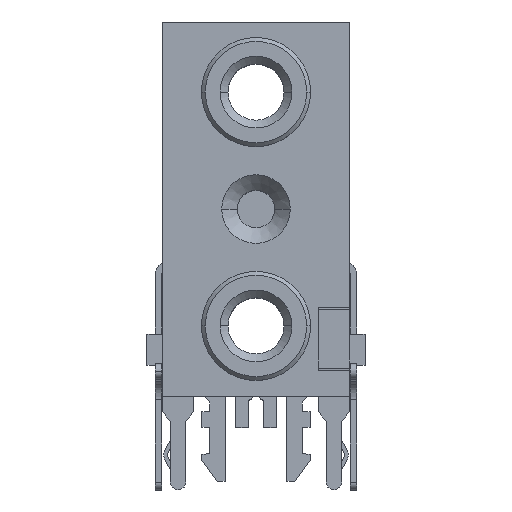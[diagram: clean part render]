
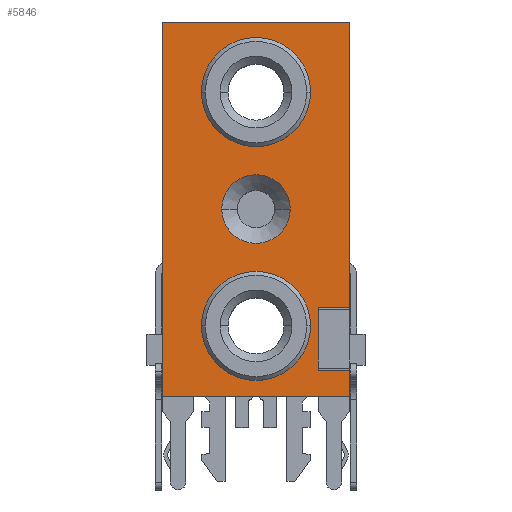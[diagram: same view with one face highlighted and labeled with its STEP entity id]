
A CAD part, top view. The second image highlights one B-rep face of the part: STEP entity #5846.
In plain terms, the highlighted planar face has unit normal (0, 0, 1).
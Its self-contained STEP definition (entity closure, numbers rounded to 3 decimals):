
#32 = EDGE_CURVE ( 'NONE', #3179, #3176, #7281, .T. ) ;
#80 = EDGE_CURVE ( 'NONE', #8772, #4665, #7370, .T. ) ;
#103 = AXIS2_PLACEMENT_3D ( 'NONE', #3887, #3878, #3958 ) ;
#111 = AXIS2_PLACEMENT_3D ( 'NONE', #617, #494, #493 ) ;
#135 = AXIS2_PLACEMENT_3D ( 'NONE', #2050, #2070, #2089 ) ;
#136 = AXIS2_PLACEMENT_3D ( 'NONE', #2059, #2134, #2111 ) ;
#137 = AXIS2_PLACEMENT_3D ( 'NONE', #2077, #2082, #2137 ) ;
#493 = DIRECTION ( 'NONE',  ( 1., 0., 0. ) ) ;
#494 = DIRECTION ( 'NONE',  ( 0., 0., 1. ) ) ;
#605 = CARTESIAN_POINT ( 'NONE',  ( 3.5, 21.5, 0. ) ) ;
#617 = CARTESIAN_POINT ( 'NONE',  ( 0., 6.5, 0. ) ) ;
#663 = CARTESIAN_POINT ( 'NONE',  ( 6., 3.67, 0. ) ) ;
#811 = FACE_BOUND ( 'NONE', #3671, .T. ) ;
#812 = FACE_OUTER_BOUND ( 'NONE', #3656, .T. ) ;
#813 = FACE_BOUND ( 'NONE', #3664, .T. ) ;
#815 = FACE_BOUND ( 'NONE', #3735, .T. ) ;
#900 = VERTEX_POINT ( 'NONE', #605 ) ;
#919 = VERTEX_POINT ( 'NONE', #663 ) ;
#1574 = EDGE_CURVE ( 'NONE', #3168, #919, #7501, .T. ) ;
#1575 = EDGE_CURVE ( 'NONE', #3130, #919, #7503, .T. ) ;
#1576 = EDGE_CURVE ( 'NONE', #3127, #3130, #7505, .T. ) ;
#1577 = EDGE_CURVE ( 'NONE', #3211, #3127, #7507, .T. ) ;
#1578 = EDGE_CURVE ( 'NONE', #3211, #3122, #7509, .T. ) ;
#1579 = EDGE_CURVE ( 'NONE', #3122, #3124, #7513, .T. ) ;
#1580 = EDGE_CURVE ( 'NONE', #3124, #3167, #7515, .T. ) ;
#1581 = EDGE_CURVE ( 'NONE', #3176, #3179, #7517, .T. ) ;
#1582 = EDGE_CURVE ( 'NONE', #4665, #8772, #7519, .T. ) ;
#1583 = EDGE_CURVE ( 'NONE', #8794, #900, #7520, .T. ) ;
#1628 = CARTESIAN_POINT ( 'NONE',  ( -6., 26., 0. ) ) ;
#1629 = CARTESIAN_POINT ( 'NONE',  ( 6., 26., 0. ) ) ;
#1731 = CARTESIAN_POINT ( 'NONE',  ( 3.999, 7.701, 0. ) ) ;
#1802 = CARTESIAN_POINT ( 'NONE',  ( 6., 7.701, 0. ) ) ;
#1816 = CARTESIAN_POINT ( 'NONE',  ( -6., 2., 0. ) ) ;
#1817 = CARTESIAN_POINT ( 'NONE',  ( 6., 2., 0. ) ) ;
#1853 = CARTESIAN_POINT ( 'NONE',  ( -2.2, 14., 0. ) ) ;
#1874 = CARTESIAN_POINT ( 'NONE',  ( 3.999, 3.67, 0. ) ) ;
#1936 = CARTESIAN_POINT ( 'NONE',  ( 2.2, 14., 0. ) ) ;
#2036 = DIRECTION ( 'NONE',  ( -1., 0., 0. ) ) ;
#2038 = CARTESIAN_POINT ( 'NONE',  ( 3.999, 3.67, 0. ) ) ;
#2047 = CARTESIAN_POINT ( 'NONE',  ( 6., 26., 0. ) ) ;
#2050 = CARTESIAN_POINT ( 'NONE',  ( 0., 14., 0. ) ) ;
#2051 = CARTESIAN_POINT ( 'NONE',  ( 3.999, 7.701, 0. ) ) ;
#2059 = CARTESIAN_POINT ( 'NONE',  ( 0., 6.5, 0. ) ) ;
#2062 = DIRECTION ( 'NONE',  ( 0., 1., 0. ) ) ;
#2063 = DIRECTION ( 'NONE',  ( 0., -1., 0. ) ) ;
#2064 = CARTESIAN_POINT ( 'NONE',  ( -6., 26., 0. ) ) ;
#2065 = DIRECTION ( 'NONE',  ( 0., -1., 0. ) ) ;
#2069 = CARTESIAN_POINT ( 'NONE',  ( 3.999, 2., 0. ) ) ;
#2070 = DIRECTION ( 'NONE',  ( 0., 0., -1. ) ) ;
#2077 = CARTESIAN_POINT ( 'NONE',  ( 0., 21.5, 0. ) ) ;
#2082 = DIRECTION ( 'NONE',  ( 0., 0., 1. ) ) ;
#2086 = DIRECTION ( 'NONE',  ( 1., 0., 0. ) ) ;
#2089 = DIRECTION ( 'NONE',  ( 1., 0., 0. ) ) ;
#2094 = DIRECTION ( 'NONE',  ( -1., 0., 0. ) ) ;
#2097 = CARTESIAN_POINT ( 'NONE',  ( 6., 26., 0. ) ) ;
#2107 = CARTESIAN_POINT ( 'NONE',  ( -6., 26., 0. ) ) ;
#2111 = DIRECTION ( 'NONE',  ( 1., 0., 0. ) ) ;
#2130 = DIRECTION ( 'NONE',  ( 0., 1., 0. ) ) ;
#2134 = DIRECTION ( 'NONE',  ( 0., 0., 1. ) ) ;
#2137 = DIRECTION ( 'NONE',  ( 1., 0., 0. ) ) ;
#2344 = CARTESIAN_POINT ( 'NONE',  ( 0., 21.5, 0. ) ) ;
#2345 = DIRECTION ( 'NONE',  ( 0., 0., 1. ) ) ;
#2346 = DIRECTION ( 'NONE',  ( 1., 0., 0. ) ) ;
#2355 = CARTESIAN_POINT ( 'NONE',  ( -6., 2., 0. ) ) ;
#2362 = DIRECTION ( 'NONE',  ( 1., 0., 0. ) ) ;
#2489 = CARTESIAN_POINT ( 'NONE',  ( 3.5, 6.5, 0. ) ) ;
#2498 = CARTESIAN_POINT ( 'NONE',  ( -3.5, 21.5, 0. ) ) ;
#2957 = CARTESIAN_POINT ( 'NONE',  ( -3.5, 6.5, 0. ) ) ;
#3122 = VERTEX_POINT ( 'NONE', #1629 ) ;
#3124 = VERTEX_POINT ( 'NONE', #1628 ) ;
#3127 = VERTEX_POINT ( 'NONE', #1731 ) ;
#3130 = VERTEX_POINT ( 'NONE', #1874 ) ;
#3167 = VERTEX_POINT ( 'NONE', #1816 ) ;
#3168 = VERTEX_POINT ( 'NONE', #1817 ) ;
#3176 = VERTEX_POINT ( 'NONE', #1853 ) ;
#3179 = VERTEX_POINT ( 'NONE', #1936 ) ;
#3211 = VERTEX_POINT ( 'NONE', #1802 ) ;
#3656 = EDGE_LOOP ( 'NONE', ( #8103, #8133, #8122, #8086, #8081, #8113, #8096, #8078 ) ) ;
#3664 = EDGE_LOOP ( 'NONE', ( #8102, #8136 ) ) ;
#3671 = EDGE_LOOP ( 'NONE', ( #8126, #8106 ) ) ;
#3735 = EDGE_LOOP ( 'NONE', ( #8101, #8134 ) ) ;
#3878 = DIRECTION ( 'NONE',  ( 0., 0., -1. ) ) ;
#3887 = CARTESIAN_POINT ( 'NONE',  ( 0., 14., 0. ) ) ;
#3958 = DIRECTION ( 'NONE',  ( 1., 0., 0. ) ) ;
#4665 = VERTEX_POINT ( 'NONE', #2957 ) ;
#5277 = PLANE ( 'NONE',  #6172 ) ;
#5286 = CARTESIAN_POINT ( 'NONE',  ( -6., 2., 0. ) ) ;
#5287 = DIRECTION ( 'NONE',  ( 0., 0., 1. ) ) ;
#5288 = DIRECTION ( 'NONE',  ( 1., 0., 0. ) ) ;
#5846 = ADVANCED_FACE ( 'NONE', ( #812, #813, #815, #811 ), #5277, .T. ) ;
#6172 = AXIS2_PLACEMENT_3D ( 'NONE', #5286, #5287, #5288 ) ;
#6341 = AXIS2_PLACEMENT_3D ( 'NONE', #2344, #2345, #2346 ) ;
#6939 = CIRCLE ( 'NONE', #6341, 3.5 ) ;
#6945 = LINE ( 'NONE', #2355, #6959 ) ;
#6959 = VECTOR ( 'NONE', #2362, 1000. ) ;
#7281 = CIRCLE ( 'NONE', #103, 2.2 ) ;
#7370 = CIRCLE ( 'NONE', #111, 3.5 ) ;
#7501 = LINE ( 'NONE', #2097, #7506 ) ;
#7503 = LINE ( 'NONE', #2038, #7508 ) ;
#7505 = LINE ( 'NONE', #2069, #7510 ) ;
#7506 = VECTOR ( 'NONE', #2062, 1000. ) ;
#7507 = LINE ( 'NONE', #2051, #7512 ) ;
#7508 = VECTOR ( 'NONE', #2086, 1000. ) ;
#7509 = LINE ( 'NONE', #2047, #7514 ) ;
#7510 = VECTOR ( 'NONE', #2065, 1000. ) ;
#7512 = VECTOR ( 'NONE', #2094, 1000. ) ;
#7513 = LINE ( 'NONE', #2064, #7516 ) ;
#7514 = VECTOR ( 'NONE', #2130, 1000. ) ;
#7515 = LINE ( 'NONE', #2107, #7518 ) ;
#7516 = VECTOR ( 'NONE', #2036, 1000. ) ;
#7517 = CIRCLE ( 'NONE', #135, 2.2 ) ;
#7518 = VECTOR ( 'NONE', #2063, 1000. ) ;
#7519 = CIRCLE ( 'NONE', #136, 3.5 ) ;
#7520 = CIRCLE ( 'NONE', #137, 3.5 ) ;
#8078 = ORIENTED_EDGE ( 'NONE', *, *, #1574, .T. ) ;
#8081 = ORIENTED_EDGE ( 'NONE', *, *, #1579, .T. ) ;
#8086 = ORIENTED_EDGE ( 'NONE', *, *, #1578, .T. ) ;
#8096 = ORIENTED_EDGE ( 'NONE', *, *, #8223, .T. ) ;
#8101 = ORIENTED_EDGE ( 'NONE', *, *, #1582, .F. ) ;
#8102 = ORIENTED_EDGE ( 'NONE', *, *, #32, .T. ) ;
#8103 = ORIENTED_EDGE ( 'NONE', *, *, #1575, .F. ) ;
#8106 = ORIENTED_EDGE ( 'NONE', *, *, #8209, .F. ) ;
#8113 = ORIENTED_EDGE ( 'NONE', *, *, #1580, .T. ) ;
#8122 = ORIENTED_EDGE ( 'NONE', *, *, #1577, .F. ) ;
#8126 = ORIENTED_EDGE ( 'NONE', *, *, #1583, .F. ) ;
#8133 = ORIENTED_EDGE ( 'NONE', *, *, #1576, .F. ) ;
#8134 = ORIENTED_EDGE ( 'NONE', *, *, #80, .F. ) ;
#8136 = ORIENTED_EDGE ( 'NONE', *, *, #1581, .T. ) ;
#8209 = EDGE_CURVE ( 'NONE', #900, #8794, #6939, .T. ) ;
#8223 = EDGE_CURVE ( 'NONE', #3167, #3168, #6945, .T. ) ;
#8772 = VERTEX_POINT ( 'NONE', #2489 ) ;
#8794 = VERTEX_POINT ( 'NONE', #2498 ) ;
